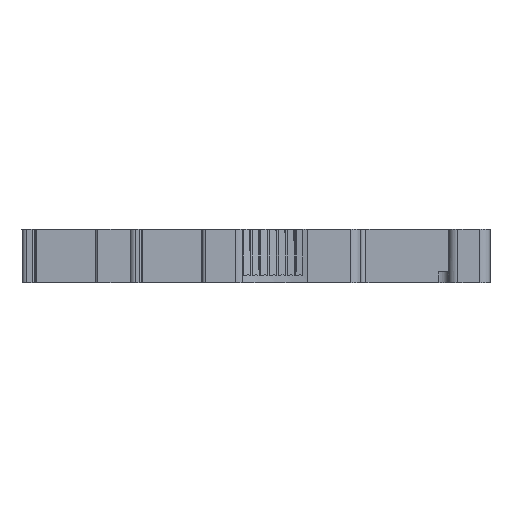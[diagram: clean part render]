
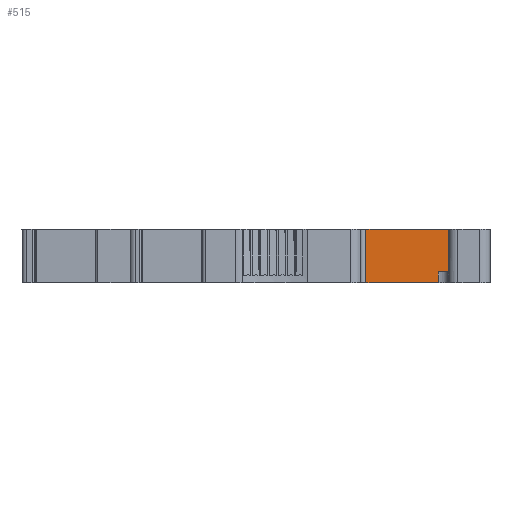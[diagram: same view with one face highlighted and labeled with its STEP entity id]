
A CAD part, left-side view. The second image highlights one B-rep face of the part: STEP entity #515.
In plain terms, the highlighted planar face has unit normal (-1, 0, 0).
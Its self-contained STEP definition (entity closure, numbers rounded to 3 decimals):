
#515=ADVANCED_FACE('',(#1041),#829,.T.);
#829=PLANE('',#6391);
#1041=FACE_OUTER_BOUND('',#1355,.T.);
#1355=EDGE_LOOP('',(#1714,#1715,#1716,#1717,#1718,#1719));
#1714=ORIENTED_EDGE('',*,*,#4183,.T.);
#1715=ORIENTED_EDGE('',*,*,#4184,.F.);
#1716=ORIENTED_EDGE('',*,*,#4185,.T.);
#1717=ORIENTED_EDGE('',*,*,#4186,.T.);
#1718=ORIENTED_EDGE('',*,*,#4187,.F.);
#1719=ORIENTED_EDGE('',*,*,#4188,.T.);
#3560=VERTEX_POINT('',#8882);
#3561=VERTEX_POINT('',#8883);
#3562=VERTEX_POINT('',#8885);
#3563=VERTEX_POINT('',#8887);
#3564=VERTEX_POINT('',#8889);
#3565=VERTEX_POINT('',#8891);
#4183=EDGE_CURVE('',#3560,#3561,#5100,.T.);
#4184=EDGE_CURVE('',#3562,#3561,#5101,.T.);
#4185=EDGE_CURVE('',#3562,#3563,#5102,.T.);
#4186=EDGE_CURVE('',#3563,#3564,#5103,.T.);
#4187=EDGE_CURVE('',#3565,#3564,#5104,.T.);
#4188=EDGE_CURVE('',#3565,#3560,#5105,.T.);
#5100=LINE('',#8881,#5749);
#5101=LINE('',#8884,#5750);
#5102=LINE('',#8886,#5751);
#5103=LINE('',#8888,#5752);
#5104=LINE('',#8890,#5753);
#5105=LINE('',#8892,#5754);
#5749=VECTOR('',#7029,1.);
#5750=VECTOR('',#7030,1.);
#5751=VECTOR('',#7031,1.);
#5752=VECTOR('',#7032,1.);
#5753=VECTOR('',#7033,1.);
#5754=VECTOR('',#7034,1.);
#6391=AXIS2_PLACEMENT_3D('',#8893,#7035,#7036);
#7029=DIRECTION('',(0.,-1.,0.));
#7030=DIRECTION('',(0.,0.,-1.));
#7031=DIRECTION('',(0.,-1.,0.));
#7032=DIRECTION('',(0.,0.,1.));
#7033=DIRECTION('',(0.,-1.,0.));
#7034=DIRECTION('',(0.,0.,-1.));
#7035=DIRECTION('',(-1.,0.,0.));
#7036=DIRECTION('',(0.,0.,-1.));
#8881=CARTESIAN_POINT('',(-28.698,6.682,-5.2));
#8882=CARTESIAN_POINT('',(-28.698,6.182,-5.2));
#8883=CARTESIAN_POINT('',(-28.698,-0.918,-5.2));
#8884=CARTESIAN_POINT('',(-28.698,-0.918,-4.15));
#8885=CARTESIAN_POINT('',(-28.698,-0.918,-4.15));
#8886=CARTESIAN_POINT('',(-28.698,-0.918,-4.15));
#8887=CARTESIAN_POINT('',(-28.698,-3.468,-4.15));
#8888=CARTESIAN_POINT('',(-28.698,-3.468,-5.2));
#8889=CARTESIAN_POINT('',(-28.698,-3.468,0.));
#8890=CARTESIAN_POINT('',(-28.698,6.682,0.));
#8891=CARTESIAN_POINT('',(-28.698,6.182,0.));
#8892=CARTESIAN_POINT('',(-28.698,6.182,-5.2));
#8893=CARTESIAN_POINT('',(-28.698,6.682,-5.2));
